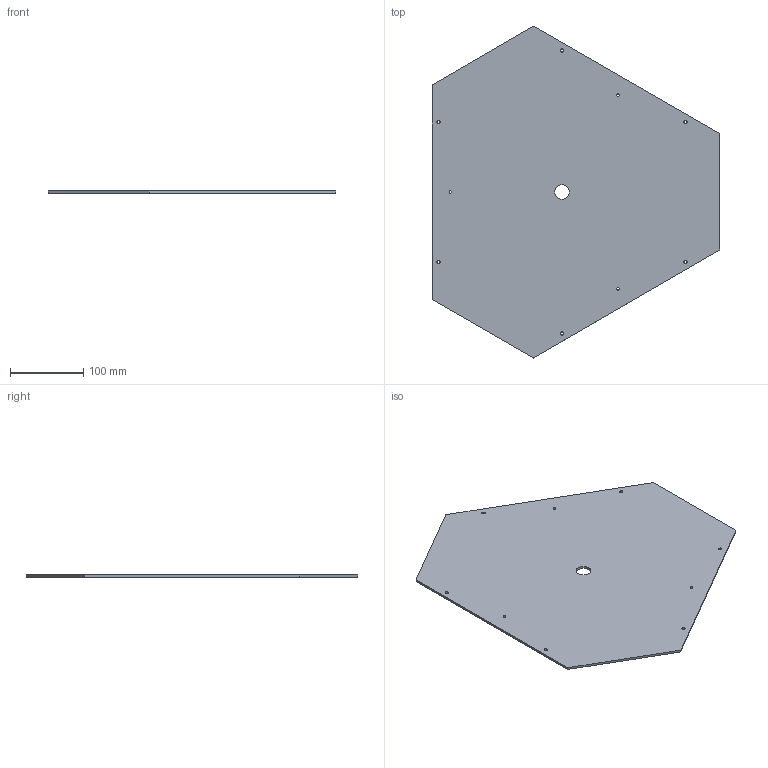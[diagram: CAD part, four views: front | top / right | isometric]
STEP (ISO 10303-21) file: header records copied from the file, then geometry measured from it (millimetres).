
FILE_DESCRIPTION(('FreeCAD Model'),'2;1');
FILE_NAME('Cover.step', '2017-02-19T23:12:08',('Ax Smith-Laffin'),('AxMod Box Mods Limited'), 'Open CASCADE STEP processor 6.8','FreeCAD','Unknown');
FILE_SCHEMA(('AUTOMOTIVE_DESIGN_CC2 { 1 2 10303 214 -1 1 5 4 }'));
Length unit declared in the file: millimetre
Products named in the file (2): ASSEMBLY; Acrylic_Cover_Center_Hole
Assembly tree (1 placements, depth 2):
  ASSEMBLY
    Acrylic_Cover_Center_Hole
Bounding box: 392 x 453 x 3 mm (x, y, z)
Volume: 386296.1 mm3; surface area: 262138.1 mm2
Topology: 1 solids, 1 shells, 18 faces, 48 edges, 32 vertices
Faces by surface type: cylinder 10, plane 8
Full cylindrical faces by diameter (mm): 3.4 x3, 4.4 x6, 20 x1
Entity records: 1335 total; most frequent: CARTESIAN_POINT 316, DIRECTION 184, LINE 104, VECTOR 104, ORIENTED_EDGE 96, PCURVE 96, DEFINITIONAL_REPRESENTATION 96, EDGE_CURVE 48
